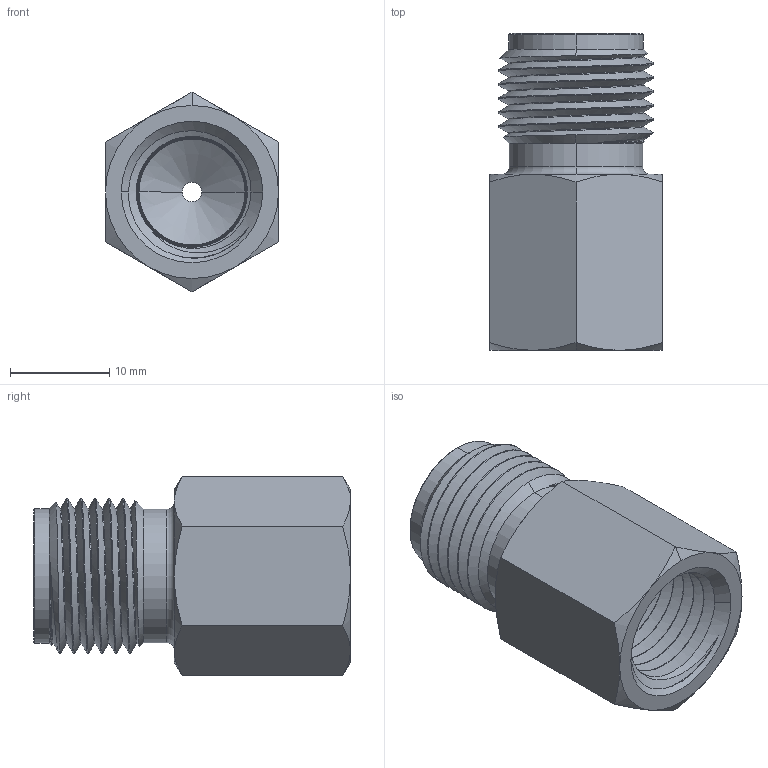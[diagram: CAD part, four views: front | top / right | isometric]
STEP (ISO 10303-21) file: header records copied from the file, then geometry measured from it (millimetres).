
FILE_DESCRIPTION (( 'STEP AP203' ), '1' );
FILE_NAME ('AD-180MSS-4FNPT.STEP', '2025-09-02T15:38:05', ( '' ), ( '' ), 'SwSTEP 2.0', 'SolidWorks 2018', '' );
FILE_SCHEMA (( 'CONFIG_CONTROL_DESIGN' ));
Length unit declared in the file: inch
Products named in the file (1): AD-180MSS-4FNPT
Bounding box: 17.46 x 32 x 20.16 mm (x, y, z)
Volume: 5189.7 mm3; surface area: 3495.7 mm2
Topology: 1 solids, 1 shells, 154 faces, 402 edges, 259 vertices
Faces by surface type: bspline 62, cone 40, plane 27, cylinder 23, torus 2
Entity records: 14875 total; most frequent: CARTESIAN_POINT 11591, ORIENTED_EDGE 804, DIRECTION 417, EDGE_CURVE 402, VERTEX_POINT 259, B_SPLINE_CURVE_WITH_KNOTS 216, EDGE_LOOP 165, FACE_OUTER_BOUND 154
